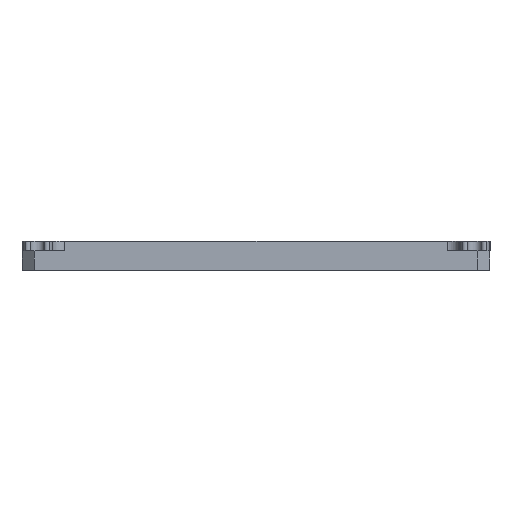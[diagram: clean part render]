
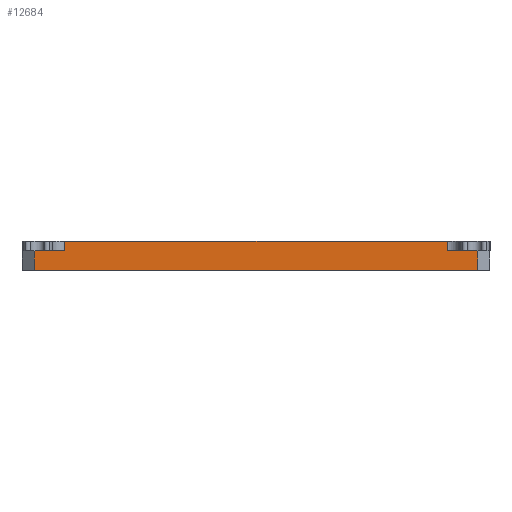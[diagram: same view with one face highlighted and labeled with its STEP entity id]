
A CAD part, left-side view. The second image highlights one B-rep face of the part: STEP entity #12684.
In plain terms, the highlighted planar face has unit normal (-1, 0, 0).
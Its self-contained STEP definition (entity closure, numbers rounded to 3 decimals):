
#676=FACE_OUTER_BOUND('',#1347,.T.);
#1347=EDGE_LOOP('',(#8991,#8992,#8993,#8994,#8995,#8996,#8997,#8998));
#2057=LINE('',#18034,#3613);
#2484=LINE('',#19146,#4040);
#2493=LINE('',#19163,#4049);
#2494=LINE('',#19166,#4050);
#2495=LINE('',#19168,#4051);
#2496=LINE('',#19170,#4052);
#2497=LINE('',#19172,#4053);
#2498=LINE('',#19173,#4054);
#3613=VECTOR('',#14412,10.);
#4040=VECTOR('',#15119,10.);
#4049=VECTOR('',#15132,10.);
#4050=VECTOR('',#15135,10.);
#4051=VECTOR('',#15136,10.);
#4052=VECTOR('',#15137,10.);
#4053=VECTOR('',#15138,10.);
#4054=VECTOR('',#15139,10.);
#5172=VERTEX_POINT('',#18031);
#5173=VERTEX_POINT('',#18033);
#5718=VERTEX_POINT('',#19145);
#5724=VERTEX_POINT('',#19161);
#5725=VERTEX_POINT('',#19165);
#5726=VERTEX_POINT('',#19167);
#5727=VERTEX_POINT('',#19169);
#5728=VERTEX_POINT('',#19171);
#6464=EDGE_CURVE('',#5172,#5173,#2057,.T.);
#7022=EDGE_CURVE('',#5173,#5718,#2484,.T.);
#7031=EDGE_CURVE('',#5724,#5172,#2493,.T.);
#7032=EDGE_CURVE('',#5725,#5724,#2494,.T.);
#7033=EDGE_CURVE('',#5725,#5726,#2495,.T.);
#7034=EDGE_CURVE('',#5727,#5726,#2496,.T.);
#7035=EDGE_CURVE('',#5728,#5727,#2497,.T.);
#7036=EDGE_CURVE('',#5718,#5728,#2498,.T.);
#8991=ORIENTED_EDGE('',*,*,#7022,.F.);
#8992=ORIENTED_EDGE('',*,*,#6464,.F.);
#8993=ORIENTED_EDGE('',*,*,#7031,.F.);
#8994=ORIENTED_EDGE('',*,*,#7032,.F.);
#8995=ORIENTED_EDGE('',*,*,#7033,.T.);
#8996=ORIENTED_EDGE('',*,*,#7034,.F.);
#8997=ORIENTED_EDGE('',*,*,#7035,.F.);
#8998=ORIENTED_EDGE('',*,*,#7036,.F.);
#12228=PLANE('',#13477);
#12684=ADVANCED_FACE('',(#676),#12228,.T.);
#13477=AXIS2_PLACEMENT_3D('',#19164,#15133,#15134);
#14412=DIRECTION('',(0.,1.,0.));
#15119=DIRECTION('',(0.,0.,1.));
#15132=DIRECTION('',(0.,0.,-1.));
#15133=DIRECTION('center_axis',(-1.,0.,0.));
#15134=DIRECTION('ref_axis',(0.,-1.,0.));
#15135=DIRECTION('',(0.,-1.,0.));
#15136=DIRECTION('',(0.,0.,1.));
#15137=DIRECTION('',(0.,-1.,0.));
#15138=DIRECTION('',(0.,0.,1.));
#15139=DIRECTION('',(0.,-1.,0.));
#18031=CARTESIAN_POINT('',(-97.631,-36.1,-3.25));
#18033=CARTESIAN_POINT('',(-97.631,36.1,-3.25));
#18034=CARTESIAN_POINT('',(-97.631,38.1,-3.25));
#19145=CARTESIAN_POINT('',(-97.631,36.1,0.));
#19146=CARTESIAN_POINT('',(-97.631,36.1,0.));
#19161=CARTESIAN_POINT('',(-97.631,-36.1,0.));
#19163=CARTESIAN_POINT('',(-97.631,-36.1,0.));
#19164=CARTESIAN_POINT('Origin',(-97.631,31.1,0.));
#19165=CARTESIAN_POINT('',(-97.631,-31.1,0.));
#19166=CARTESIAN_POINT('',(-97.631,-19.05,0.));
#19167=CARTESIAN_POINT('',(-97.631,-31.1,1.5));
#19168=CARTESIAN_POINT('',(-97.631,-31.1,0.));
#19169=CARTESIAN_POINT('',(-97.631,31.1,1.5));
#19170=CARTESIAN_POINT('',(-97.631,31.1,1.5));
#19171=CARTESIAN_POINT('',(-97.631,31.1,0.));
#19172=CARTESIAN_POINT('',(-97.631,31.1,0.));
#19173=CARTESIAN_POINT('',(-97.631,-19.05,0.));
